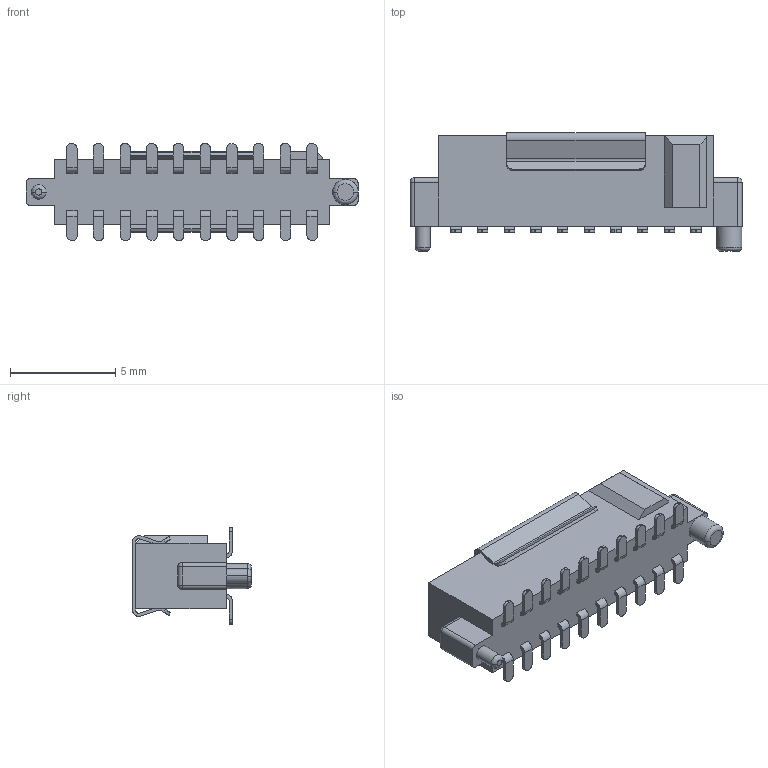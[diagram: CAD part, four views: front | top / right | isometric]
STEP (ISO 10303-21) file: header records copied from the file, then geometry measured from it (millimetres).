
FILE_DESCRIPTION( ('This file contains a STEP AP42 implementation' ,'as created by ZW3D STEP Interface translator.') ,'2;1' );
FILE_NAME( '2344-2XXMXXCUNX4.stp' ,'23 411. 93012', (''), ('ZWCAD Software Co.'), 'Version 1.0', 'ZW3D to STEP translator', '' );
FILE_SCHEMA(('AUTOMOTIVE_DESIGN { 1 0 10303 214 1 1 1 1 }'));
Length unit declared in the file: millimetre
Products named in the file (1): 0
Bounding box: 15.8 x 5.65 x 4.6 mm (x, y, z)
Volume: 149.3 mm3; surface area: 902.9 mm2
Topology: 1 solids, 9 shells, 2164 faces, 6084 edges, 3926 vertices
Faces by surface type: plane 1273, bspline 667, cylinder 220, sphere 4
Entity records: 81505 total; most frequent: CARTESIAN_POINT 28436, ORIENTED_EDGE 12208, DIRECTION 7895, EDGE_CURVE 6104, VECTOR 4501, LINE 4501, VERTEX_POINT 3946, EDGE_LOOP 2296
